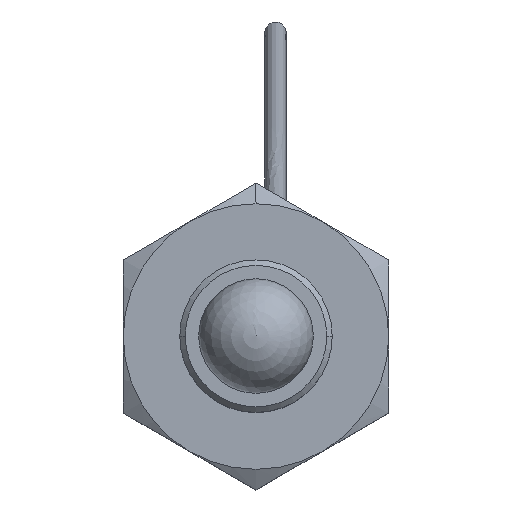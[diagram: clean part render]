
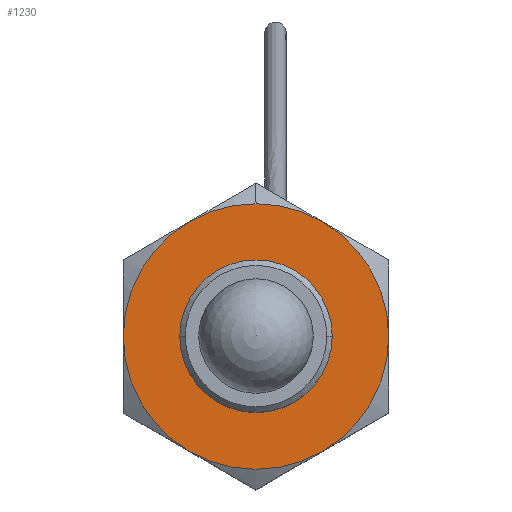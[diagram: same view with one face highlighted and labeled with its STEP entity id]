
A CAD part, top view. The second image highlights one B-rep face of the part: STEP entity #1230.
In plain terms, the highlighted planar face has unit normal (0, 0, 1).
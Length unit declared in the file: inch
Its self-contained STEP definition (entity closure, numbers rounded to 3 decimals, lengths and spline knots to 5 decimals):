
#66 = AXIS2_PLACEMENT_3D ( 'NONE', #252, #2619, #534 ) ;
#73 = DIRECTION ( 'NONE',  ( 0., 0., -1. ) ) ;
#81 = AXIS2_PLACEMENT_3D ( 'NONE', #1918, #2854, #1232 ) ;
#134 = EDGE_CURVE ( 'NONE', #1193, #711, #2529, .T. ) ;
#187 = ORIENTED_EDGE ( 'NONE', *, *, #651, .F. ) ;
#200 = FACE_BOUND ( 'NONE', #2410, .T. ) ;
#222 = VERTEX_POINT ( 'NONE', #2155 ) ;
#225 = CIRCLE ( 'NONE', #438, 0.21775 ) ;
#252 = CARTESIAN_POINT ( 'NONE',  ( 0., 0.00312, 1.854 ) ) ;
#282 = CARTESIAN_POINT ( 'NONE',  ( -0.21775, 0., 1.854 ) ) ;
#332 = DIRECTION ( 'NONE',  ( 0., 1., 0. ) ) ;
#346 = CARTESIAN_POINT ( 'NONE',  ( 0., 0., 1.854 ) ) ;
#371 = CARTESIAN_POINT ( 'NONE',  ( 0.10887, 0.18858, 1.854 ) ) ;
#394 = EDGE_CURVE ( 'NONE', #1767, #222, #2209, .T. ) ;
#412 = ORIENTED_EDGE ( 'NONE', *, *, #2875, .F. ) ;
#438 = AXIS2_PLACEMENT_3D ( 'NONE', #2866, #2170, #1005 ) ;
#497 = DIRECTION ( 'NONE',  ( 0., 0., -1. ) ) ;
#534 = DIRECTION ( 'NONE',  ( 0., -1., 0. ) ) ;
#549 = ORIENTED_EDGE ( 'NONE', *, *, #1649, .F. ) ;
#563 = FACE_OUTER_BOUND ( 'NONE', #1107, .T. ) ;
#580 = AXIS2_PLACEMENT_3D ( 'NONE', #2166, #1949, #2642 ) ;
#591 = DIRECTION ( 'NONE',  ( 0., 1., 0. ) ) ;
#651 = EDGE_CURVE ( 'NONE', #711, #682, #2828, .T. ) ;
#682 = VERTEX_POINT ( 'NONE', #282 ) ;
#711 = VERTEX_POINT ( 'NONE', #1515 ) ;
#736 = EDGE_CURVE ( 'NONE', #963, #2774, #2214, .T. ) ;
#760 = DIRECTION ( 'NONE',  ( 0., 1., 0. ) ) ;
#777 = CARTESIAN_POINT ( 'NONE',  ( 0., 0., 1.854 ) ) ;
#910 = CARTESIAN_POINT ( 'NONE',  ( 0., 0., 1.854 ) ) ;
#939 = VERTEX_POINT ( 'NONE', #371 ) ;
#963 = VERTEX_POINT ( 'NONE', #2249 ) ;
#993 = CARTESIAN_POINT ( 'NONE',  ( 0.10887, -0.18858, 1.854 ) ) ;
#1005 = DIRECTION ( 'NONE',  ( 0., 1., 0. ) ) ;
#1072 = ORIENTED_EDGE ( 'NONE', *, *, #134, .F. ) ;
#1106 = CIRCLE ( 'NONE', #1315, 0.21775 ) ;
#1107 = EDGE_LOOP ( 'NONE', ( #2040, #187, #1072, #549, #2698, #412, #2172 ) ) ;
#1193 = VERTEX_POINT ( 'NONE', #993 ) ;
#1230 = ADVANCED_FACE ( 'NONE', ( #563, #200 ), #1681, .T. ) ;
#1232 = DIRECTION ( 'NONE',  ( 1., 0., 0. ) ) ;
#1250 = VERTEX_POINT ( 'NONE', #2847 ) ;
#1299 = AXIS2_PLACEMENT_3D ( 'NONE', #910, #2543, #3005 ) ;
#1315 = AXIS2_PLACEMENT_3D ( 'NONE', #777, #497, #2418 ) ;
#1348 = EDGE_CURVE ( 'NONE', #682, #963, #2775, .T. ) ;
#1492 = CIRCLE ( 'NONE', #66, 0.0965 ) ;
#1515 = CARTESIAN_POINT ( 'NONE',  ( -0.10887, -0.18858, 1.854 ) ) ;
#1525 = DIRECTION ( 'NONE',  ( 0., 0., -1. ) ) ;
#1649 = EDGE_CURVE ( 'NONE', #1250, #1193, #225, .T. ) ;
#1681 = PLANE ( 'NONE',  #81 ) ;
#1686 = CARTESIAN_POINT ( 'NONE',  ( 0., 0.00312, 1.854 ) ) ;
#1702 = AXIS2_PLACEMENT_3D ( 'NONE', #2451, #2198, #760 ) ;
#1738 = EDGE_CURVE ( 'NONE', #939, #1250, #1106, .T. ) ;
#1767 = VERTEX_POINT ( 'NONE', #2881 ) ;
#1918 = CARTESIAN_POINT ( 'NONE',  ( 0., 0., 1.854 ) ) ;
#1949 = DIRECTION ( 'NONE',  ( 0., 0., -1. ) ) ;
#1950 = DIRECTION ( 'NONE',  ( 0., -1., 0. ) ) ;
#1998 = EDGE_CURVE ( 'NONE', #222, #1767, #1492, .T. ) ;
#2040 = ORIENTED_EDGE ( 'NONE', *, *, #1348, .F. ) ;
#2101 = ORIENTED_EDGE ( 'NONE', *, *, #1998, .T. ) ;
#2112 = AXIS2_PLACEMENT_3D ( 'NONE', #1686, #73, #1950 ) ;
#2121 = AXIS2_PLACEMENT_3D ( 'NONE', #2485, #2975, #591 ) ;
#2155 = CARTESIAN_POINT ( 'NONE',  ( 0., 0.09962, 1.854 ) ) ;
#2166 = CARTESIAN_POINT ( 'NONE',  ( 0., 0., 1.854 ) ) ;
#2170 = DIRECTION ( 'NONE',  ( 0., 0., -1. ) ) ;
#2172 = ORIENTED_EDGE ( 'NONE', *, *, #736, .F. ) ;
#2198 = DIRECTION ( 'NONE',  ( 0., 0., -1. ) ) ;
#2209 = CIRCLE ( 'NONE', #2112, 0.0965 ) ;
#2214 = CIRCLE ( 'NONE', #580, 0.21775 ) ;
#2249 = CARTESIAN_POINT ( 'NONE',  ( -0.10887, 0.18858, 1.854 ) ) ;
#2410 = EDGE_LOOP ( 'NONE', ( #2946, #2101 ) ) ;
#2418 = DIRECTION ( 'NONE',  ( 0., 1., 0. ) ) ;
#2451 = CARTESIAN_POINT ( 'NONE',  ( 0., 0., 1.854 ) ) ;
#2485 = CARTESIAN_POINT ( 'NONE',  ( 0., 0., 1.854 ) ) ;
#2529 = CIRCLE ( 'NONE', #3037, 0.21775 ) ;
#2543 = DIRECTION ( 'NONE',  ( 0., 0., -1. ) ) ;
#2619 = DIRECTION ( 'NONE',  ( 0., 0., -1. ) ) ;
#2639 = CIRCLE ( 'NONE', #2121, 0.21775 ) ;
#2642 = DIRECTION ( 'NONE',  ( 0., 1., 0. ) ) ;
#2668 = CARTESIAN_POINT ( 'NONE',  ( 0., 0.21775, 1.854 ) ) ;
#2698 = ORIENTED_EDGE ( 'NONE', *, *, #1738, .F. ) ;
#2774 = VERTEX_POINT ( 'NONE', #2668 ) ;
#2775 = CIRCLE ( 'NONE', #1299, 0.21775 ) ;
#2828 = CIRCLE ( 'NONE', #1702, 0.21775 ) ;
#2847 = CARTESIAN_POINT ( 'NONE',  ( 0.21775, 0., 1.854 ) ) ;
#2854 = DIRECTION ( 'NONE',  ( 0., 0., 1. ) ) ;
#2866 = CARTESIAN_POINT ( 'NONE',  ( 0., 0., 1.854 ) ) ;
#2875 = EDGE_CURVE ( 'NONE', #2774, #939, #2639, .T. ) ;
#2881 = CARTESIAN_POINT ( 'NONE',  ( 0., -0.09338, 1.854 ) ) ;
#2946 = ORIENTED_EDGE ( 'NONE', *, *, #394, .T. ) ;
#2975 = DIRECTION ( 'NONE',  ( 0., 0., -1. ) ) ;
#3005 = DIRECTION ( 'NONE',  ( 0., 1., 0. ) ) ;
#3037 = AXIS2_PLACEMENT_3D ( 'NONE', #346, #1525, #332 ) ;
